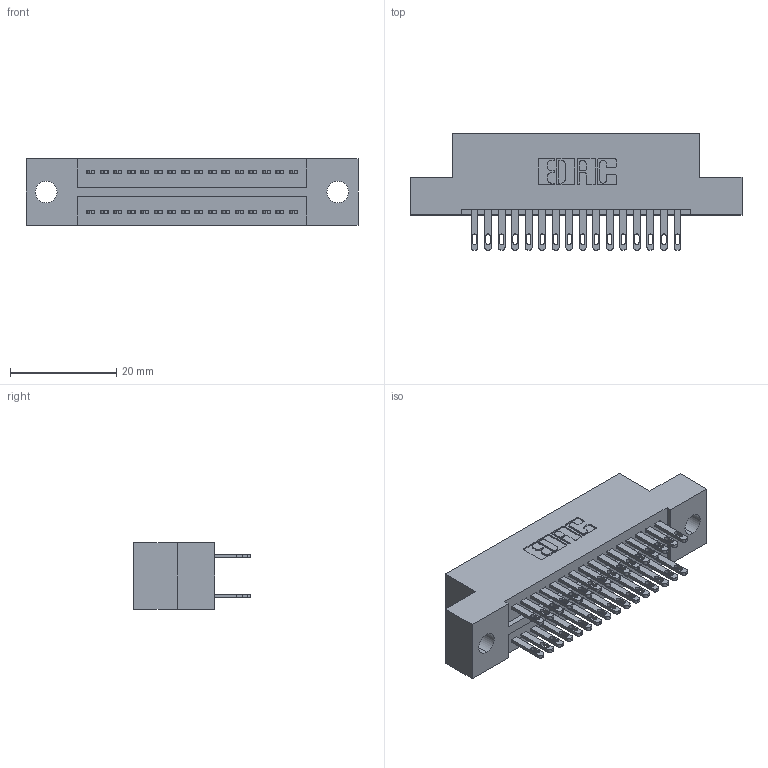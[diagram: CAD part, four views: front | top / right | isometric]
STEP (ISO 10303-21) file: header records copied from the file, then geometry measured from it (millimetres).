
FILE_DESCRIPTION (( 'STEP AP203' ), '1' );
FILE_NAME ('325-032-500-209.STEP', '2020-02-24T19:31:46', ( '' ), ( '' ), 'SwSTEP 2.0', 'SolidWorks 2016', '' );
FILE_SCHEMA (( 'CONFIG_CONTROL_DESIGN' ));
Length unit declared in the file: inch
Products named in the file (3): 325 Part_.160 TH; 325-032-500-209; 325-292-001_325-293-100
Assembly tree (33 placements, depth 2):
  325-032-500-209
    325 Part_.160 TH
    325-292-001_325-293-100  x32
Bounding box: 62.36 x 21.84 x 12.45 mm (x, y, z)
Volume: 7683.7 mm3; surface area: 8938.6 mm2
Topology: 33 solids, 33 shells, 1650 faces, 5015 edges, 3342 vertices
Faces by surface type: plane 1030, cylinder 620
Entity records: 13589 total; most frequent: CARTESIAN_POINT 2282, ORIENTED_EDGE 2218, DIRECTION 1997, EDGE_CURVE 1109, VECTOR 977, LINE 977, VERTEX_POINT 738, AXIS2_PLACEMENT_3D 510
